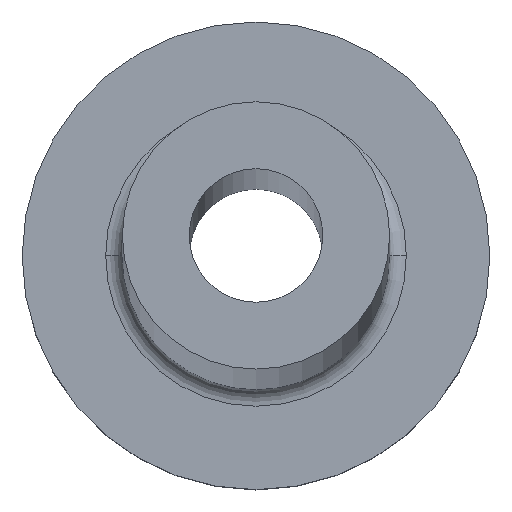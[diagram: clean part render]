
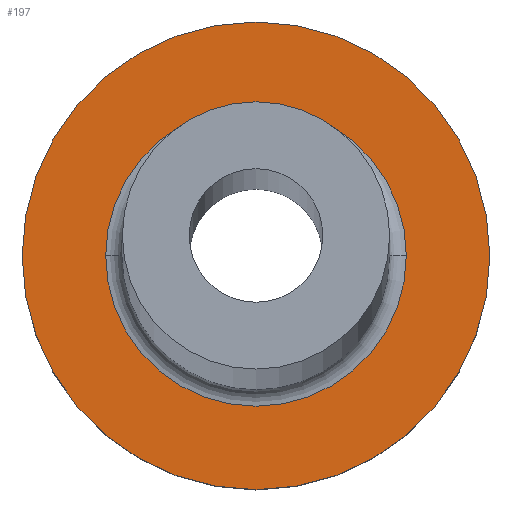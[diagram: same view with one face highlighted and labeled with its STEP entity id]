
A CAD part, top view. The second image highlights one B-rep face of the part: STEP entity #197.
In plain terms, the highlighted planar face has unit normal (0, 0, 1).
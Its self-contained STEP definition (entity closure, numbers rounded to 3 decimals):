
#3 = DIRECTION ( 'NONE',  ( 1., 0., 0. ) ) ;
#17 = ORIENTED_EDGE ( 'NONE', *, *, #207, .T. ) ;
#29 = CARTESIAN_POINT ( 'NONE',  ( 0., 0., 5. ) ) ;
#42 = ORIENTED_EDGE ( 'NONE', *, *, #147, .T. ) ;
#55 = FACE_BOUND ( 'NONE', #162, .T. ) ;
#63 = CIRCLE ( 'NONE', #255, 4.5 ) ;
#64 = DIRECTION ( 'NONE',  ( 0., 0., -1. ) ) ;
#65 = AXIS2_PLACEMENT_3D ( 'NONE', #29, #252, #149 ) ;
#68 = EDGE_CURVE ( 'NONE', #223, #101, #175, .T. ) ;
#70 = AXIS2_PLACEMENT_3D ( 'NONE', #124, #328, #187 ) ;
#72 = ORIENTED_EDGE ( 'NONE', *, *, #263, .T. ) ;
#77 = AXIS2_PLACEMENT_3D ( 'NONE', #186, #209, #208 ) ;
#91 = DIRECTION ( 'NONE',  ( 0., 0., 1. ) ) ;
#97 = CARTESIAN_POINT ( 'NONE',  ( -7., 0., 5. ) ) ;
#101 = VERTEX_POINT ( 'NONE', #114 ) ;
#114 = CARTESIAN_POINT ( 'NONE',  ( 7., 0., 5. ) ) ;
#124 = CARTESIAN_POINT ( 'NONE',  ( 0., 0., 5. ) ) ;
#130 = CARTESIAN_POINT ( 'NONE',  ( 4.5, 0., 5. ) ) ;
#141 = VERTEX_POINT ( 'NONE', #130 ) ;
#147 = EDGE_CURVE ( 'NONE', #282, #141, #63, .T. ) ;
#149 = DIRECTION ( 'NONE',  ( 1., 0., 0. ) ) ;
#153 = CARTESIAN_POINT ( 'NONE',  ( -4.5, 0., 5. ) ) ;
#157 = DIRECTION ( 'NONE',  ( 1., 0., 0. ) ) ;
#162 = EDGE_LOOP ( 'NONE', ( #17, #42 ) ) ;
#165 = CIRCLE ( 'NONE', #70, 7. ) ;
#175 = CIRCLE ( 'NONE', #65, 7. ) ;
#186 = CARTESIAN_POINT ( 'NONE',  ( 0., 0., 5. ) ) ;
#187 = DIRECTION ( 'NONE',  ( 1., 0., 0. ) ) ;
#197 = ADVANCED_FACE ( 'NONE', ( #55, #356 ), #210, .T. ) ;
#206 = CARTESIAN_POINT ( 'NONE',  ( 0., 0., 5. ) ) ;
#207 = EDGE_CURVE ( 'NONE', #141, #282, #327, .T. ) ;
#208 = DIRECTION ( 'NONE',  ( 1., 0., 0. ) ) ;
#209 = DIRECTION ( 'NONE',  ( 0., 0., -1. ) ) ;
#210 = PLANE ( 'NONE',  #280 ) ;
#214 = EDGE_LOOP ( 'NONE', ( #273, #72 ) ) ;
#223 = VERTEX_POINT ( 'NONE', #97 ) ;
#252 = DIRECTION ( 'NONE',  ( 0., 0., 1. ) ) ;
#255 = AXIS2_PLACEMENT_3D ( 'NONE', #206, #64, #157 ) ;
#263 = EDGE_CURVE ( 'NONE', #101, #223, #165, .T. ) ;
#273 = ORIENTED_EDGE ( 'NONE', *, *, #68, .T. ) ;
#280 = AXIS2_PLACEMENT_3D ( 'NONE', #351, #91, #3 ) ;
#282 = VERTEX_POINT ( 'NONE', #153 ) ;
#327 = CIRCLE ( 'NONE', #77, 4.5 ) ;
#328 = DIRECTION ( 'NONE',  ( 0., 0., 1. ) ) ;
#351 = CARTESIAN_POINT ( 'NONE',  ( 0., 0., 5. ) ) ;
#356 = FACE_OUTER_BOUND ( 'NONE', #214, .T. ) ;
